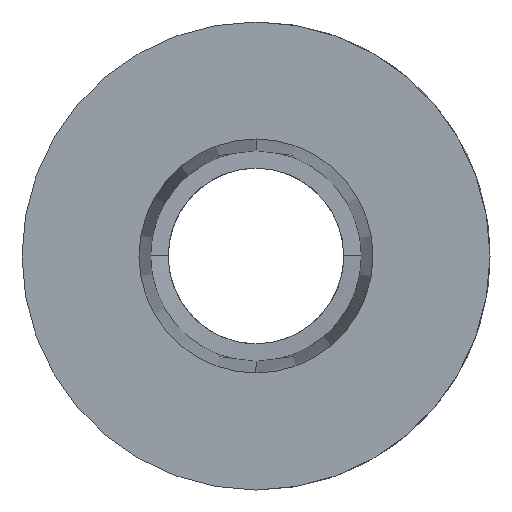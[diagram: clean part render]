
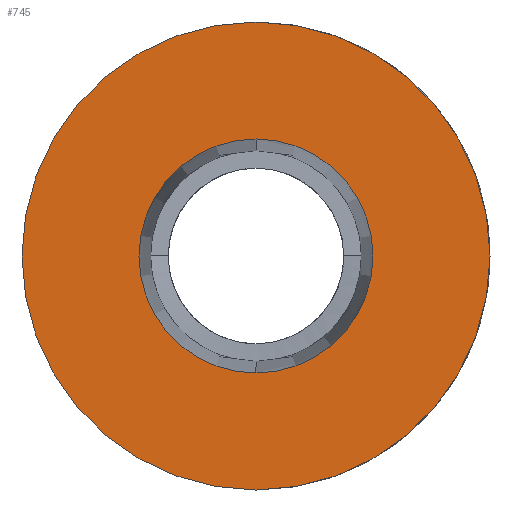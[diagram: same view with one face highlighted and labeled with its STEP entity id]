
A CAD part, left-side view. The second image highlights one B-rep face of the part: STEP entity #745.
In plain terms, the highlighted planar face has unit normal (-1, 0, 0).
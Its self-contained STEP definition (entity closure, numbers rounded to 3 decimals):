
#143 = ORIENTED_EDGE ( 'NONE', *, *, #1649, .F. ) ;
#164 = PLANE ( 'NONE',  #1015 ) ;
#168 = CARTESIAN_POINT ( 'NONE',  ( 0., 0., 20. ) ) ;
#231 = VERTEX_POINT ( 'NONE', #326 ) ;
#272 = EDGE_LOOP ( 'NONE', ( #580, #143 ) ) ;
#326 = CARTESIAN_POINT ( 'NONE',  ( 0., 0., 10. ) ) ;
#374 = ORIENTED_EDGE ( 'NONE', *, *, #578, .T. ) ;
#465 = AXIS2_PLACEMENT_3D ( 'NONE', #1236, #3016, #3617 ) ;
#578 = EDGE_CURVE ( 'NONE', #2488, #1559, #1809, .T. ) ;
#580 = ORIENTED_EDGE ( 'NONE', *, *, #678, .F. ) ;
#634 = EDGE_LOOP ( 'NONE', ( #968, #374 ) ) ;
#678 = EDGE_CURVE ( 'NONE', #231, #3222, #3366, .T. ) ;
#745 = ADVANCED_FACE ( 'NONE', ( #1614, #2800 ), #164, .F. ) ;
#754 = DIRECTION ( 'NONE',  ( 1., 0., 0. ) ) ;
#968 = ORIENTED_EDGE ( 'NONE', *, *, #2052, .T. ) ;
#1015 = AXIS2_PLACEMENT_3D ( 'NONE', #3400, #754, #1632 ) ;
#1040 = DIRECTION ( 'NONE',  ( 0., 0., 1. ) ) ;
#1236 = CARTESIAN_POINT ( 'NONE',  ( 0., 0., 0. ) ) ;
#1371 = CARTESIAN_POINT ( 'NONE',  ( 0., 0., -10. ) ) ;
#1559 = VERTEX_POINT ( 'NONE', #168 ) ;
#1583 = CARTESIAN_POINT ( 'NONE',  ( 0., 0., 0. ) ) ;
#1614 = FACE_BOUND ( 'NONE', #272, .T. ) ;
#1632 = DIRECTION ( 'NONE',  ( 0., 0., -1. ) ) ;
#1649 = EDGE_CURVE ( 'NONE', #3222, #231, #2240, .T. ) ;
#1682 = AXIS2_PLACEMENT_3D ( 'NONE', #1583, #1886, #1901 ) ;
#1809 = CIRCLE ( 'NONE', #3300, 20. ) ;
#1877 = CIRCLE ( 'NONE', #465, 20. ) ;
#1886 = DIRECTION ( 'NONE',  ( -1., 0., 0. ) ) ;
#1901 = DIRECTION ( 'NONE',  ( 0., 0., 1. ) ) ;
#2052 = EDGE_CURVE ( 'NONE', #1559, #2488, #1877, .T. ) ;
#2240 = CIRCLE ( 'NONE', #3486, 10. ) ;
#2441 = CARTESIAN_POINT ( 'NONE',  ( 0., 0., 0. ) ) ;
#2488 = VERTEX_POINT ( 'NONE', #2972 ) ;
#2747 = CARTESIAN_POINT ( 'NONE',  ( 0., 0., 0. ) ) ;
#2800 = FACE_OUTER_BOUND ( 'NONE', #634, .T. ) ;
#2972 = CARTESIAN_POINT ( 'NONE',  ( 0., 0., -20. ) ) ;
#3016 = DIRECTION ( 'NONE',  ( -1., 0., 0. ) ) ;
#3222 = VERTEX_POINT ( 'NONE', #1371 ) ;
#3300 = AXIS2_PLACEMENT_3D ( 'NONE', #2747, #3384, #1040 ) ;
#3366 = CIRCLE ( 'NONE', #1682, 10. ) ;
#3384 = DIRECTION ( 'NONE',  ( -1., 0., 0. ) ) ;
#3400 = CARTESIAN_POINT ( 'NONE',  ( 0., 10., 0. ) ) ;
#3422 = DIRECTION ( 'NONE',  ( 0., 0., 1. ) ) ;
#3486 = AXIS2_PLACEMENT_3D ( 'NONE', #2441, #3626, #3422 ) ;
#3617 = DIRECTION ( 'NONE',  ( 0., 0., 1. ) ) ;
#3626 = DIRECTION ( 'NONE',  ( -1., 0., 0. ) ) ;
